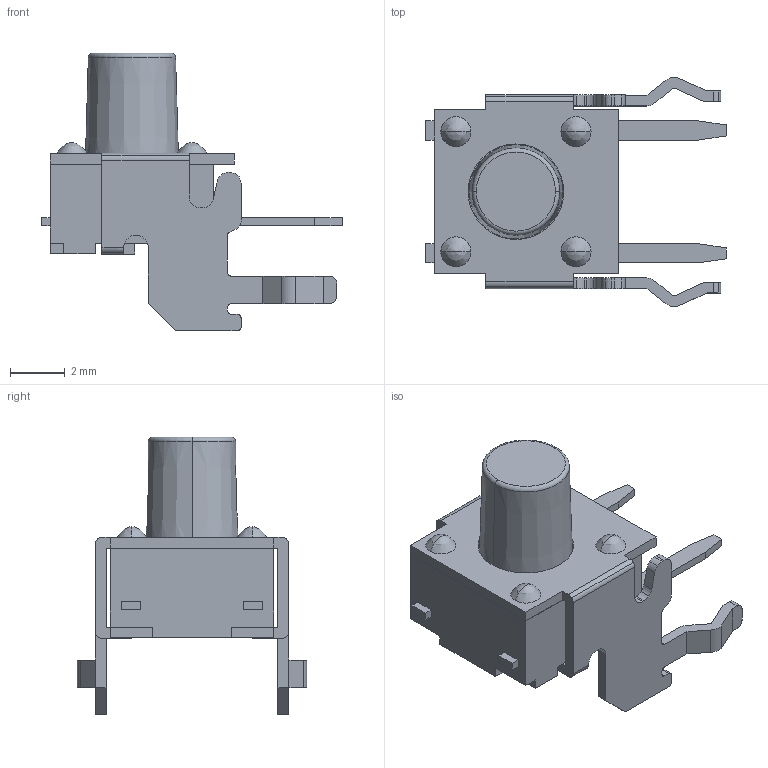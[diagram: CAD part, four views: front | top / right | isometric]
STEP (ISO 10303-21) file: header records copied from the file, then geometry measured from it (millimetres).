
FILE_DESCRIPTION (( 'STEP AP214' ), '1' );
FILE_NAME ('TL1105RF160Q.STEP', '2023-03-06T11:09:08', ( '' ), ( '' ), 'SwSTEP 2.0', 'SolidWorks 2021', '' );
FILE_SCHEMA (( 'AUTOMOTIVE_DESIGN' ));
Length unit declared in the file: inch
Products named in the file (1): TL1105RF160Q
Bounding box: 11 x 8.4 x 10.17 mm (x, y, z)
Volume: 154.8 mm3; surface area: 531.6 mm2
Topology: 3 solids, 3 shells, 351 faces, 928 edges, 597 vertices
Faces by surface type: plane 183, cylinder 146, bspline 10, torus 10, cone 2
Entity records: 11619 total; most frequent: CARTESIAN_POINT 2361, ORIENTED_EDGE 1836, DIRECTION 1760, EDGE_CURVE 918, VECTOR 624, LINE 624, VERTEX_POINT 597, AXIS2_PLACEMENT_3D 568
